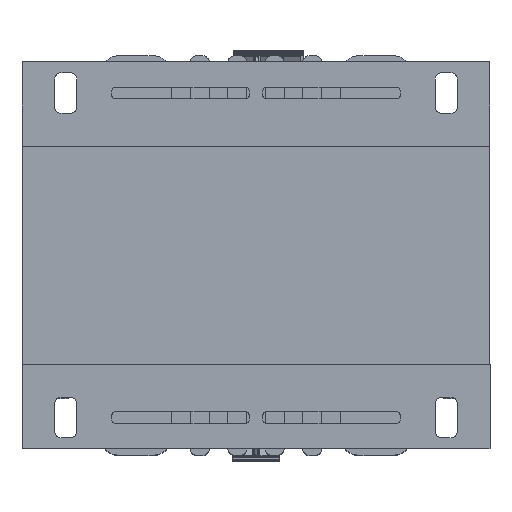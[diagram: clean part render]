
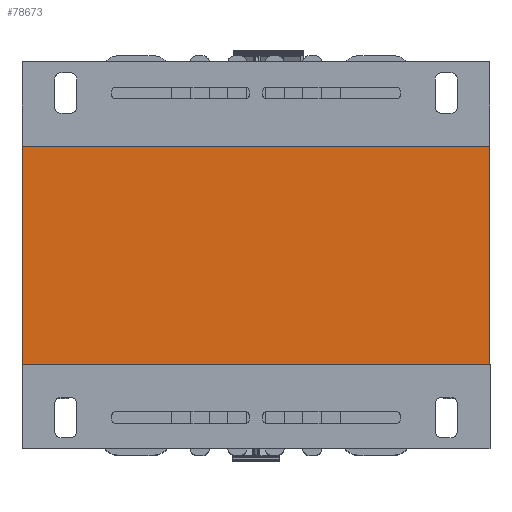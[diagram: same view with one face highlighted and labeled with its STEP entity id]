
A CAD part, top view. The second image highlights one B-rep face of the part: STEP entity #78673.
In plain terms, the highlighted planar face has unit normal (0, 0, 1).
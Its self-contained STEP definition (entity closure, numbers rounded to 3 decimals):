
#2628=FACE_OUTER_BOUND('',#6643,.T.);
#6643=EDGE_LOOP('',(#49039,#49040,#49041,#49042));
#10828=LINE('',#108509,#20615);
#10849=LINE('',#108559,#20636);
#10852=LINE('',#108565,#20639);
#10853=LINE('',#108566,#20640);
#20615=VECTOR('',#88228,10.);
#20636=VECTOR('',#88267,1.);
#20639=VECTOR('',#88272,1.);
#20640=VECTOR('',#88273,1.);
#30401=VERTEX_POINT('',#108505);
#30403=VERTEX_POINT('',#108508);
#30423=VERTEX_POINT('',#108558);
#30425=VERTEX_POINT('',#108564);
#37737=EDGE_CURVE('',#30403,#30401,#10828,.T.);
#37762=EDGE_CURVE('',#30403,#30423,#10849,.T.);
#37765=EDGE_CURVE('',#30401,#30425,#10852,.T.);
#37766=EDGE_CURVE('',#30425,#30423,#10853,.T.);
#49039=ORIENTED_EDGE('',*,*,#37765,.T.);
#49040=ORIENTED_EDGE('',*,*,#37766,.T.);
#49041=ORIENTED_EDGE('',*,*,#37762,.F.);
#49042=ORIENTED_EDGE('',*,*,#37737,.T.);
#71543=PLANE('',#82986);
#78673=ADVANCED_FACE('',(#2628),#71543,.T.);
#82986=AXIS2_PLACEMENT_3D('',#108563,#88270,#88271);
#88228=DIRECTION('',(-1.,0.,0.));
#88267=DIRECTION('',(0.,-1.,0.));
#88270=DIRECTION('center_axis',(0.,0.,1.));
#88271=DIRECTION('ref_axis',(0.,-1.,0.));
#88272=DIRECTION('',(0.,-1.,0.));
#88273=DIRECTION('',(1.,0.,0.));
#108505=CARTESIAN_POINT('',(615.285,-284.691,87.5));
#108508=CARTESIAN_POINT('',(765.285,-284.691,87.5));
#108509=CARTESIAN_POINT('',(652.785,-284.691,87.5));
#108558=CARTESIAN_POINT('',(765.285,-354.691,87.5));
#108559=CARTESIAN_POINT('',(765.285,-254.691,87.5));
#108563=CARTESIAN_POINT('Origin',(615.285,-254.691,87.5));
#108564=CARTESIAN_POINT('',(615.285,-354.691,87.5));
#108565=CARTESIAN_POINT('',(615.285,-254.691,87.5));
#108566=CARTESIAN_POINT('',(765.285,-354.691,87.5));
